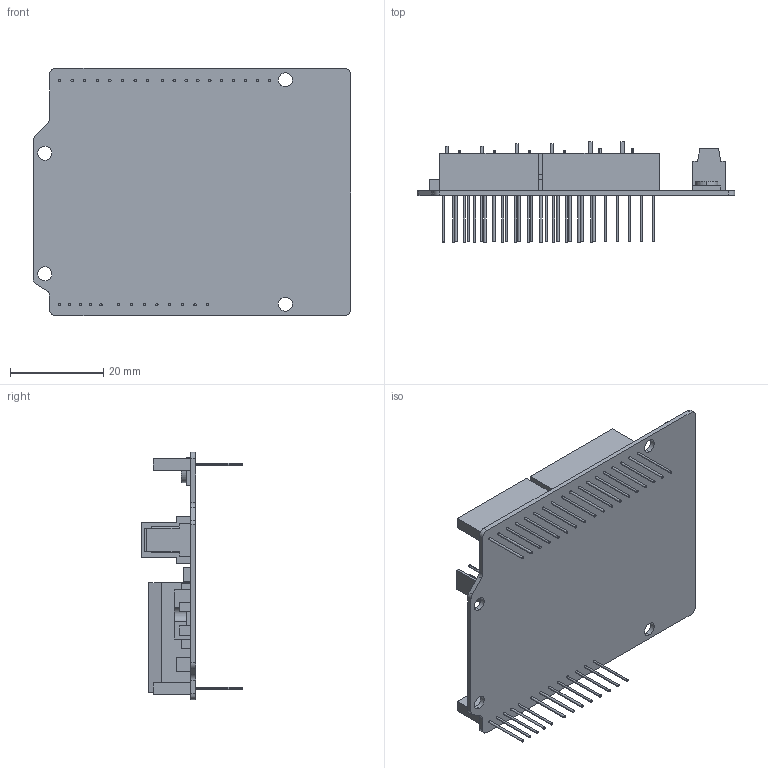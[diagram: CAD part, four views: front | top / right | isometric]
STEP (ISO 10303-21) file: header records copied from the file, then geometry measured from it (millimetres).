
FILE_DESCRIPTION (( 'STEP AP214' ), '1' );
FILE_NAME ('arduino motor shield.STEP', '2024-04-24T18:20:34', ( '' ), ( '' ), 'SwSTEP 2.0', 'SolidWorks 2023', '' );
FILE_SCHEMA (( 'AUTOMOTIVE_DESIGN' ));
Length unit declared in the file: millimetre
Products named in the file (1): arduino motor shield
Bounding box: 68 x 21.5 x 53 mm (x, y, z)
Volume: 7980 mm3; surface area: 12401.8 mm2
Topology: 1 solids, 1 shells, 591 faces, 1398 edges, 922 vertices
Faces by surface type: plane 433, cylinder 146, cone 12
Entity records: 17115 total; most frequent: CARTESIAN_POINT 3134, DIRECTION 2862, ORIENTED_EDGE 2772, EDGE_CURVE 1386, LINE 1082, VECTOR 1082, VERTEX_POINT 922, AXIS2_PLACEMENT_3D 890
